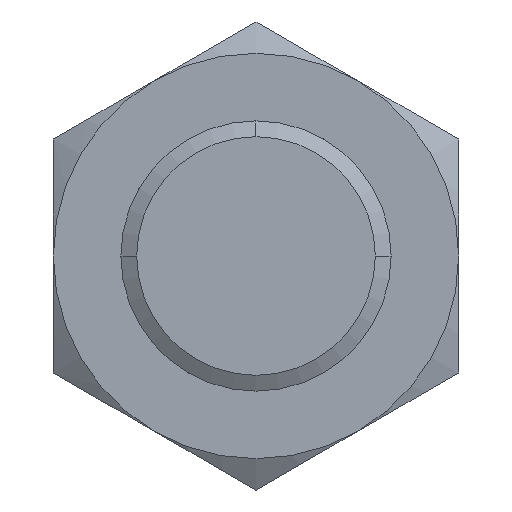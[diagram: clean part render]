
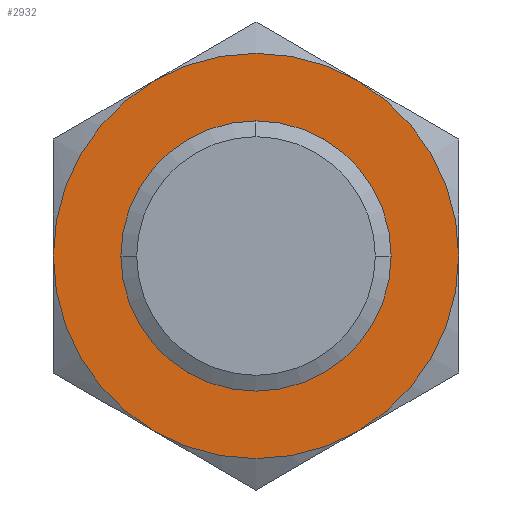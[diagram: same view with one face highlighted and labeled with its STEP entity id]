
A CAD part, front view. The second image highlights one B-rep face of the part: STEP entity #2932.
In plain terms, the highlighted planar face has unit normal (0, -1, 0).
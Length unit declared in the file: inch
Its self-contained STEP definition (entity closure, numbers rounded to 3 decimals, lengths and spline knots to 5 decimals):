
#10 = VERTEX_POINT ( 'NONE', #303 ) ;
#30 = CARTESIAN_POINT ( 'NONE',  ( 0., -1.77165, 0. ) ) ;
#122 = PLANE ( 'NONE',  #4278 ) ;
#130 = CIRCLE ( 'NONE', #2295, 0.23622 ) ;
#141 = VERTEX_POINT ( 'NONE', #1755 ) ;
#146 = ORIENTED_EDGE ( 'NONE', *, *, #2257, .F. ) ;
#189 = AXIS2_PLACEMENT_3D ( 'NONE', #30, #1119, #4319 ) ;
#222 = CIRCLE ( 'NONE', #3838, 0.35433 ) ;
#303 = CARTESIAN_POINT ( 'NONE',  ( -0.17717, -1.77165, -0.30686 ) ) ;
#362 = CARTESIAN_POINT ( 'NONE',  ( 0., -1.77165, 0. ) ) ;
#379 = DIRECTION ( 'NONE',  ( -1., 0., 0. ) ) ;
#386 = VERTEX_POINT ( 'NONE', #1810 ) ;
#390 = ORIENTED_EDGE ( 'NONE', *, *, #2038, .T. ) ;
#490 = CARTESIAN_POINT ( 'NONE',  ( 0.35433, -1.77165, 0. ) ) ;
#496 = CIRCLE ( 'NONE', #3423, 0.23622 ) ;
#516 = DIRECTION ( 'NONE',  ( -1., 0., 0. ) ) ;
#728 = CARTESIAN_POINT ( 'NONE',  ( 0., -1.77165, 0. ) ) ;
#777 = VERTEX_POINT ( 'NONE', #1408 ) ;
#884 = DIRECTION ( 'NONE',  ( 0., 1., 0. ) ) ;
#1001 = CARTESIAN_POINT ( 'NONE',  ( 0., -1.77165, 0. ) ) ;
#1014 = AXIS2_PLACEMENT_3D ( 'NONE', #1493, #1873, #3643 ) ;
#1061 = VERTEX_POINT ( 'NONE', #1292 ) ;
#1119 = DIRECTION ( 'NONE',  ( 0., 1., 0. ) ) ;
#1191 = EDGE_CURVE ( 'NONE', #10, #141, #2750, .T. ) ;
#1203 = EDGE_CURVE ( 'NONE', #2011, #10, #1532, .T. ) ;
#1258 = VERTEX_POINT ( 'NONE', #490 ) ;
#1292 = CARTESIAN_POINT ( 'NONE',  ( 0.17717, -1.77165, 0.30686 ) ) ;
#1408 = CARTESIAN_POINT ( 'NONE',  ( 0.23622, -1.77165, 0. ) ) ;
#1427 = CIRCLE ( 'NONE', #2329, 0.35433 ) ;
#1493 = CARTESIAN_POINT ( 'NONE',  ( 0., -1.77165, 0. ) ) ;
#1505 = CARTESIAN_POINT ( 'NONE',  ( -0.23622, -1.77165, 0. ) ) ;
#1532 = CIRCLE ( 'NONE', #2899, 0.35433 ) ;
#1755 = CARTESIAN_POINT ( 'NONE',  ( -0.35433, -1.77165, 0. ) ) ;
#1810 = CARTESIAN_POINT ( 'NONE',  ( -0.17717, -1.77165, 0.30686 ) ) ;
#1869 = EDGE_LOOP ( 'NONE', ( #390, #2345 ) ) ;
#1873 = DIRECTION ( 'NONE',  ( 0., 1., 0. ) ) ;
#1897 = EDGE_CURVE ( 'NONE', #3279, #777, #496, .T. ) ;
#2011 = VERTEX_POINT ( 'NONE', #3170 ) ;
#2038 = EDGE_CURVE ( 'NONE', #777, #3279, #130, .T. ) ;
#2075 = DIRECTION ( 'NONE',  ( -1., 0., 0. ) ) ;
#2099 = DIRECTION ( 'NONE',  ( 0., 1., 0. ) ) ;
#2161 = DIRECTION ( 'NONE',  ( -1., 0., 0. ) ) ;
#2227 = CARTESIAN_POINT ( 'NONE',  ( 0., -1.77165, -0.40915 ) ) ;
#2257 = EDGE_CURVE ( 'NONE', #386, #1061, #3420, .T. ) ;
#2266 = ORIENTED_EDGE ( 'NONE', *, *, #1191, .F. ) ;
#2295 = AXIS2_PLACEMENT_3D ( 'NONE', #1001, #4148, #3533 ) ;
#2329 = AXIS2_PLACEMENT_3D ( 'NONE', #3868, #2099, #4228 ) ;
#2345 = ORIENTED_EDGE ( 'NONE', *, *, #1897, .T. ) ;
#2372 = EDGE_CURVE ( 'NONE', #141, #386, #2866, .T. ) ;
#2374 = DIRECTION ( 'NONE',  ( -1., 0., 0. ) ) ;
#2396 = EDGE_CURVE ( 'NONE', #1258, #2011, #1427, .T. ) ;
#2498 = DIRECTION ( 'NONE',  ( 0., 1., 0. ) ) ;
#2750 = CIRCLE ( 'NONE', #189, 0.35433 ) ;
#2786 = ORIENTED_EDGE ( 'NONE', *, *, #1203, .F. ) ;
#2817 = DIRECTION ( 'NONE',  ( 0., 1., 0. ) ) ;
#2866 = CIRCLE ( 'NONE', #3461, 0.35433 ) ;
#2899 = AXIS2_PLACEMENT_3D ( 'NONE', #728, #3219, #2161 ) ;
#2932 = ADVANCED_FACE ( 'NONE', ( #3373, #3000 ), #122, .T. ) ;
#3000 = FACE_OUTER_BOUND ( 'NONE', #4083, .T. ) ;
#3170 = CARTESIAN_POINT ( 'NONE',  ( 0.17717, -1.77165, -0.30686 ) ) ;
#3219 = DIRECTION ( 'NONE',  ( 0., 1., 0. ) ) ;
#3260 = EDGE_CURVE ( 'NONE', #1061, #1258, #222, .T. ) ;
#3271 = ORIENTED_EDGE ( 'NONE', *, *, #2372, .F. ) ;
#3279 = VERTEX_POINT ( 'NONE', #1505 ) ;
#3373 = FACE_BOUND ( 'NONE', #1869, .T. ) ;
#3386 = ORIENTED_EDGE ( 'NONE', *, *, #3260, .F. ) ;
#3420 = CIRCLE ( 'NONE', #1014, 0.35433 ) ;
#3423 = AXIS2_PLACEMENT_3D ( 'NONE', #3541, #2498, #379 ) ;
#3454 = ORIENTED_EDGE ( 'NONE', *, *, #2396, .F. ) ;
#3461 = AXIS2_PLACEMENT_3D ( 'NONE', #4182, #884, #2374 ) ;
#3533 = DIRECTION ( 'NONE',  ( -1., 0., 0. ) ) ;
#3541 = CARTESIAN_POINT ( 'NONE',  ( 0., -1.77165, 0. ) ) ;
#3643 = DIRECTION ( 'NONE',  ( -1., 0., 0. ) ) ;
#3743 = DIRECTION ( 'NONE',  ( 0., -1., 0. ) ) ;
#3838 = AXIS2_PLACEMENT_3D ( 'NONE', #362, #2817, #2075 ) ;
#3868 = CARTESIAN_POINT ( 'NONE',  ( 0., -1.77165, 0. ) ) ;
#4083 = EDGE_LOOP ( 'NONE', ( #3271, #2266, #2786, #3454, #3386, #146 ) ) ;
#4148 = DIRECTION ( 'NONE',  ( 0., 1., 0. ) ) ;
#4182 = CARTESIAN_POINT ( 'NONE',  ( 0., -1.77165, 0. ) ) ;
#4228 = DIRECTION ( 'NONE',  ( 1., 0., 0. ) ) ;
#4278 = AXIS2_PLACEMENT_3D ( 'NONE', #2227, #3743, #516 ) ;
#4319 = DIRECTION ( 'NONE',  ( -1., 0., 0. ) ) ;
